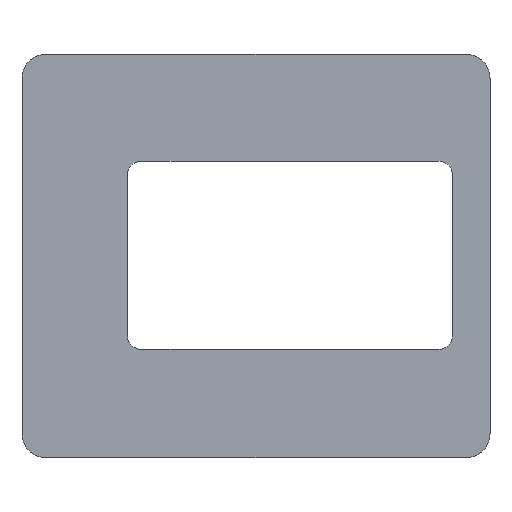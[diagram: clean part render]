
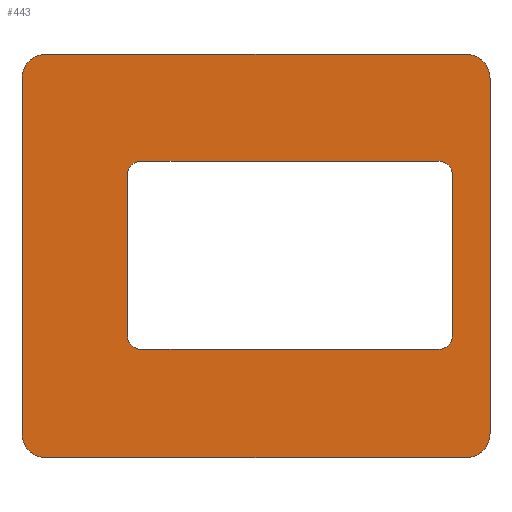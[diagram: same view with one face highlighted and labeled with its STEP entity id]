
A CAD part, top view. The second image highlights one B-rep face of the part: STEP entity #443.
In plain terms, the highlighted planar face has unit normal (0, 0, 1).
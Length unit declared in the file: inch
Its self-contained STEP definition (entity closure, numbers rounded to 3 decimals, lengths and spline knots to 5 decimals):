
#8 = ORIENTED_EDGE ( 'NONE', *, *, #534, .T. ) ;
#9 = VECTOR ( 'NONE', #26, 39.37008 ) ;
#16 = CARTESIAN_POINT ( 'NONE',  ( -1.55512, -1.34, 0.01969 ) ) ;
#18 = DIRECTION ( 'NONE',  ( 0., 0., 1. ) ) ;
#26 = DIRECTION ( 'NONE',  ( 0., -1., 0. ) ) ;
#29 = DIRECTION ( 'NONE',  ( 1., 0., 0. ) ) ;
#30 = CIRCLE ( 'NONE', #398, 0.15748 ) ;
#34 = DIRECTION ( 'NONE',  ( 0., 0., 1. ) ) ;
#38 = DIRECTION ( 'NONE',  ( 0., 0., 1. ) ) ;
#41 = CIRCLE ( 'NONE', #196, 0.15748 ) ;
#51 = EDGE_CURVE ( 'NONE', #203, #102, #125, .T. ) ;
#52 = ORIENTED_EDGE ( 'NONE', *, *, #402, .F. ) ;
#57 = VERTEX_POINT ( 'NONE', #229 ) ;
#62 = DIRECTION ( 'NONE',  ( 1., 0., 0. ) ) ;
#73 = DIRECTION ( 'NONE',  ( 0., 0., 1. ) ) ;
#78 = EDGE_CURVE ( 'NONE', #386, #557, #634, .T. ) ;
#84 = ORIENTED_EDGE ( 'NONE', *, *, #239, .T. ) ;
#102 = VERTEX_POINT ( 'NONE', #590 ) ;
#106 = CIRCLE ( 'NONE', #208, 0.09 ) ;
#113 = CARTESIAN_POINT ( 'NONE',  ( 1.21512, 0.54, 0.01969 ) ) ;
#119 = EDGE_CURVE ( 'NONE', #572, #502, #133, .T. ) ;
#120 = DIRECTION ( 'NONE',  ( 1., 0., 0. ) ) ;
#125 = CIRCLE ( 'NONE', #584, 0.09 ) ;
#126 = VECTOR ( 'NONE', #331, 39.37008 ) ;
#130 = CARTESIAN_POINT ( 'NONE',  ( -0.76488, 0.63, 0.01969 ) ) ;
#132 = CARTESIAN_POINT ( 'NONE',  ( -1.55512, 1.18252, 0.01969 ) ) ;
#133 = LINE ( 'NONE', #336, #328 ) ;
#137 = VERTEX_POINT ( 'NONE', #551 ) ;
#140 = DIRECTION ( 'NONE',  ( 0., -1., 0. ) ) ;
#148 = VECTOR ( 'NONE', #361, 39.37008 ) ;
#151 = VERTEX_POINT ( 'NONE', #241 ) ;
#164 = DIRECTION ( 'NONE',  ( -1., 0., 0. ) ) ;
#170 = VERTEX_POINT ( 'NONE', #594 ) ;
#173 = CARTESIAN_POINT ( 'NONE',  ( -0.76488, -0.53, 0.01969 ) ) ;
#174 = ORIENTED_EDGE ( 'NONE', *, *, #639, .T. ) ;
#185 = EDGE_CURVE ( 'NONE', #102, #137, #298, .T. ) ;
#191 = CARTESIAN_POINT ( 'NONE',  ( -1.39764, -1.18252, 0.01969 ) ) ;
#193 = CARTESIAN_POINT ( 'NONE',  ( -0.76488, 0.63, 0.01969 ) ) ;
#196 = AXIS2_PLACEMENT_3D ( 'NONE', #473, #18, #62 ) ;
#203 = VERTEX_POINT ( 'NONE', #130 ) ;
#205 = CARTESIAN_POINT ( 'NONE',  ( 1.21512, 0.63, 0.01969 ) ) ;
#208 = AXIS2_PLACEMENT_3D ( 'NONE', #535, #38, #593 ) ;
#212 = DIRECTION ( 'NONE',  ( 1., 0., 0. ) ) ;
#223 = FACE_BOUND ( 'NONE', #469, .T. ) ;
#226 = EDGE_CURVE ( 'NONE', #278, #203, #620, .T. ) ;
#229 = CARTESIAN_POINT ( 'NONE',  ( 1.21512, -0.62, 0.01969 ) ) ;
#236 = CARTESIAN_POINT ( 'NONE',  ( 1.55512, 1.18252, 0.01969 ) ) ;
#239 = EDGE_CURVE ( 'NONE', #502, #596, #30, .T. ) ;
#240 = CARTESIAN_POINT ( 'NONE',  ( 1.30512, 0.54, 0.01969 ) ) ;
#241 = CARTESIAN_POINT ( 'NONE',  ( 1.55512, -1.18252, 0.01969 ) ) ;
#245 = CARTESIAN_POINT ( 'NONE',  ( 1.30512, 0.54, 0.01969 ) ) ;
#277 = CARTESIAN_POINT ( 'NONE',  ( -1.55512, 1.34, 0.01969 ) ) ;
#278 = VERTEX_POINT ( 'NONE', #205 ) ;
#282 = CARTESIAN_POINT ( 'NONE',  ( -1.39764, 1.34, 0.01969 ) ) ;
#287 = AXIS2_PLACEMENT_3D ( 'NONE', #113, #424, #164 ) ;
#298 = LINE ( 'NONE', #481, #9 ) ;
#310 = ORIENTED_EDGE ( 'NONE', *, *, #78, .F. ) ;
#313 = ORIENTED_EDGE ( 'NONE', *, *, #472, .T. ) ;
#317 = CARTESIAN_POINT ( 'NONE',  ( 1.30512, -0.53, 0.01969 ) ) ;
#322 = DIRECTION ( 'NONE',  ( 1., 0., 0. ) ) ;
#324 = CARTESIAN_POINT ( 'NONE',  ( -0.76488, -0.62, 0.01969 ) ) ;
#328 = VECTOR ( 'NONE', #140, 39.37008 ) ;
#331 = DIRECTION ( 'NONE',  ( 0., 1., 0. ) ) ;
#336 = CARTESIAN_POINT ( 'NONE',  ( -1.55512, 1.34, 0.01969 ) ) ;
#338 = CIRCLE ( 'NONE', #287, 0.09 ) ;
#342 = DIRECTION ( 'NONE',  ( 1., 0., 0. ) ) ;
#347 = ORIENTED_EDGE ( 'NONE', *, *, #462, .F. ) ;
#361 = DIRECTION ( 'NONE',  ( -1., 0., 0. ) ) ;
#364 = CIRCLE ( 'NONE', #423, 0.15748 ) ;
#367 = PLANE ( 'NONE',  #454 ) ;
#374 = EDGE_CURVE ( 'NONE', #425, #591, #426, .T. ) ;
#375 = DIRECTION ( 'NONE',  ( 0., 0., 1. ) ) ;
#377 = CARTESIAN_POINT ( 'NONE',  ( 1.39764, -1.18252, 0.01969 ) ) ;
#379 = AXIS2_PLACEMENT_3D ( 'NONE', #377, #375, #212 ) ;
#383 = EDGE_CURVE ( 'NONE', #628, #57, #574, .T. ) ;
#386 = VERTEX_POINT ( 'NONE', #317 ) ;
#394 = DIRECTION ( 'NONE',  ( 0., 1., 0. ) ) ;
#398 = AXIS2_PLACEMENT_3D ( 'NONE', #191, #399, #453 ) ;
#399 = DIRECTION ( 'NONE',  ( 0., 0., 1. ) ) ;
#402 = EDGE_CURVE ( 'NONE', #137, #628, #619, .T. ) ;
#415 = CARTESIAN_POINT ( 'NONE',  ( -0.76488, 0.54, 0.01969 ) ) ;
#417 = CARTESIAN_POINT ( 'NONE',  ( 1.39764, 1.34, 0.01969 ) ) ;
#419 = FACE_OUTER_BOUND ( 'NONE', #455, .T. ) ;
#420 = ORIENTED_EDGE ( 'NONE', *, *, #226, .F. ) ;
#423 = AXIS2_PLACEMENT_3D ( 'NONE', #480, #428, #487 ) ;
#424 = DIRECTION ( 'NONE',  ( 0., 0., 1. ) ) ;
#425 = VERTEX_POINT ( 'NONE', #417 ) ;
#426 = LINE ( 'NONE', #277, #431 ) ;
#428 = DIRECTION ( 'NONE',  ( 0., 0., 1. ) ) ;
#431 = VECTOR ( 'NONE', #523, 39.37008 ) ;
#439 = EDGE_CURVE ( 'NONE', #170, #151, #635, .T. ) ;
#443 = ADVANCED_FACE ( 'NONE', ( #223, #419 ), #367, .T. ) ;
#453 = DIRECTION ( 'NONE',  ( 1., 0., 0. ) ) ;
#454 = AXIS2_PLACEMENT_3D ( 'NONE', #16, #73, #322 ) ;
#455 = EDGE_LOOP ( 'NONE', ( #461, #84, #174, #626, #8, #540, #623, #313 ) ) ;
#461 = ORIENTED_EDGE ( 'NONE', *, *, #119, .T. ) ;
#462 = EDGE_CURVE ( 'NONE', #557, #278, #338, .T. ) ;
#463 = CARTESIAN_POINT ( 'NONE',  ( -1.55512, -1.18252, 0.01969 ) ) ;
#465 = AXIS2_PLACEMENT_3D ( 'NONE', #173, #581, #528 ) ;
#469 = EDGE_LOOP ( 'NONE', ( #347, #310, #653, #552, #52, #563, #493, #420 ) ) ;
#472 = EDGE_CURVE ( 'NONE', #591, #572, #41, .T. ) ;
#473 = CARTESIAN_POINT ( 'NONE',  ( -1.39764, 1.18252, 0.01969 ) ) ;
#480 = CARTESIAN_POINT ( 'NONE',  ( 1.39764, 1.18252, 0.01969 ) ) ;
#481 = CARTESIAN_POINT ( 'NONE',  ( -0.85488, 0.54, 0.01969 ) ) ;
#484 = CARTESIAN_POINT ( 'NONE',  ( -0.76488, -0.62, 0.01969 ) ) ;
#487 = DIRECTION ( 'NONE',  ( 1., 0., 0. ) ) ;
#493 = ORIENTED_EDGE ( 'NONE', *, *, #51, .F. ) ;
#502 = VERTEX_POINT ( 'NONE', #463 ) ;
#507 = VECTOR ( 'NONE', #120, 39.37008 ) ;
#523 = DIRECTION ( 'NONE',  ( -1., 0., 0. ) ) ;
#528 = DIRECTION ( 'NONE',  ( 1., 0., 0. ) ) ;
#534 = EDGE_CURVE ( 'NONE', #151, #537, #647, .T. ) ;
#535 = CARTESIAN_POINT ( 'NONE',  ( 1.21512, -0.53, 0.01969 ) ) ;
#537 = VERTEX_POINT ( 'NONE', #236 ) ;
#540 = ORIENTED_EDGE ( 'NONE', *, *, #616, .T. ) ;
#543 = CARTESIAN_POINT ( 'NONE',  ( -1.55512, -1.34, 0.01969 ) ) ;
#551 = CARTESIAN_POINT ( 'NONE',  ( -0.85488, -0.53, 0.01969 ) ) ;
#552 = ORIENTED_EDGE ( 'NONE', *, *, #383, .F. ) ;
#557 = VERTEX_POINT ( 'NONE', #240 ) ;
#563 = ORIENTED_EDGE ( 'NONE', *, *, #185, .F. ) ;
#572 = VERTEX_POINT ( 'NONE', #132 ) ;
#574 = LINE ( 'NONE', #324, #507 ) ;
#581 = DIRECTION ( 'NONE',  ( 0., 0., 1. ) ) ;
#583 = EDGE_CURVE ( 'NONE', #57, #386, #106, .T. ) ;
#584 = AXIS2_PLACEMENT_3D ( 'NONE', #415, #34, #29 ) ;
#585 = VECTOR ( 'NONE', #342, 39.37008 ) ;
#587 = CARTESIAN_POINT ( 'NONE',  ( -1.39764, -1.34, 0.01969 ) ) ;
#590 = CARTESIAN_POINT ( 'NONE',  ( -0.85488, 0.54, 0.01969 ) ) ;
#591 = VERTEX_POINT ( 'NONE', #282 ) ;
#593 = DIRECTION ( 'NONE',  ( -1., 0., 0. ) ) ;
#594 = CARTESIAN_POINT ( 'NONE',  ( 1.39764, -1.34, 0.01969 ) ) ;
#596 = VERTEX_POINT ( 'NONE', #587 ) ;
#597 = VECTOR ( 'NONE', #394, 39.37008 ) ;
#616 = EDGE_CURVE ( 'NONE', #537, #425, #364, .T. ) ;
#619 = CIRCLE ( 'NONE', #465, 0.09 ) ;
#620 = LINE ( 'NONE', #193, #148 ) ;
#623 = ORIENTED_EDGE ( 'NONE', *, *, #374, .T. ) ;
#626 = ORIENTED_EDGE ( 'NONE', *, *, #439, .T. ) ;
#628 = VERTEX_POINT ( 'NONE', #484 ) ;
#634 = LINE ( 'NONE', #245, #597 ) ;
#635 = CIRCLE ( 'NONE', #379, 0.15748 ) ;
#639 = EDGE_CURVE ( 'NONE', #596, #170, #640, .T. ) ;
#640 = LINE ( 'NONE', #543, #585 ) ;
#643 = CARTESIAN_POINT ( 'NONE',  ( 1.55512, 1.34, 0.01969 ) ) ;
#647 = LINE ( 'NONE', #643, #126 ) ;
#653 = ORIENTED_EDGE ( 'NONE', *, *, #583, .F. ) ;
